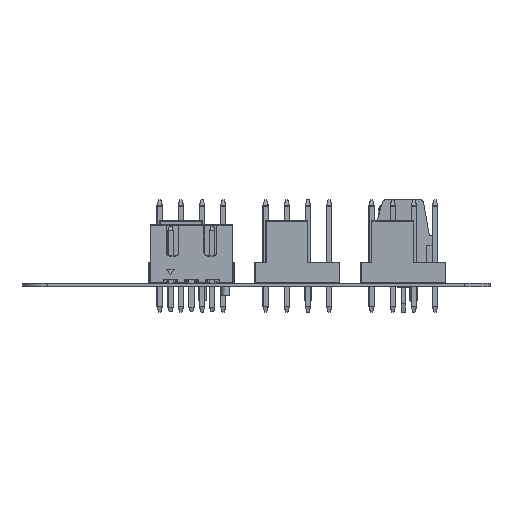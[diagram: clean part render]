
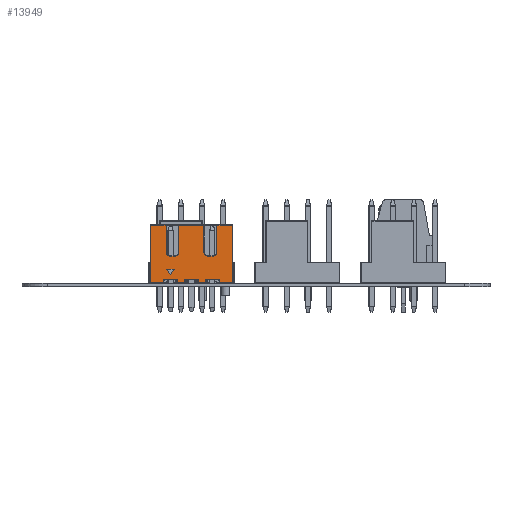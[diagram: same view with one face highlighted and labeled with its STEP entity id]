
A CAD part, front view. The second image highlights one B-rep face of the part: STEP entity #13949.
In plain terms, the highlighted face is planar.
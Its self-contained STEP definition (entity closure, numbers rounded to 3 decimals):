
#11094 = VERTEX_POINT('',#11095);
#11095 = CARTESIAN_POINT('',(-0.8,0.05,2.875));
#11102 = EDGE_CURVE('',#11094,#11103,#11105,.T.);
#11103 = VERTEX_POINT('',#11104);
#11104 = CARTESIAN_POINT('',(-1.7,0.05,2.875));
#11105 = LINE('',#11106,#11107);
#11106 = CARTESIAN_POINT('',(4.95,0.05,2.875));
#11107 = VECTOR('',#11108,1.);
#11108 = DIRECTION('',(-1.,0.,0.));
#11125 = EDGE_CURVE('',#11103,#11126,#11128,.T.);
#11126 = VERTEX_POINT('',#11127);
#11127 = CARTESIAN_POINT('',(-1.7,0.45,2.875));
#11128 = LINE('',#11129,#11130);
#11129 = CARTESIAN_POINT('',(-1.7,0.2,2.875));
#11130 = VECTOR('',#11131,1.);
#11131 = DIRECTION('',(0.,1.,0.));
#11157 = EDGE_CURVE('',#11126,#11158,#11160,.T.);
#11158 = VERTEX_POINT('',#11159);
#11159 = CARTESIAN_POINT('',(-3.3,0.45,2.875));
#11160 = LINE('',#11161,#11162);
#11161 = CARTESIAN_POINT('',(0.85,0.45,2.875));
#11162 = VECTOR('',#11163,1.);
#11163 = DIRECTION('',(-1.,0.,0.));
#11340 = VERTEX_POINT('',#11341);
#11341 = CARTESIAN_POINT('',(-4.9,0.05,2.875));
#11468 = VERTEX_POINT('',#11469);
#11469 = CARTESIAN_POINT('',(-4.9,6.95,2.875));
#11492 = EDGE_CURVE('',#11340,#11468,#11493,.T.);
#11493 = LINE('',#11494,#11495);
#11494 = CARTESIAN_POINT('',(-4.9,3.5,2.875));
#11495 = VECTOR('',#11496,1.);
#11496 = DIRECTION('',(0.,1.,0.));
#11556 = VERTEX_POINT('',#11557);
#11557 = CARTESIAN_POINT('',(1.7,0.05,2.875));
#11564 = EDGE_CURVE('',#11556,#11565,#11567,.T.);
#11565 = VERTEX_POINT('',#11566);
#11566 = CARTESIAN_POINT('',(0.8,0.05,2.875));
#11567 = LINE('',#11568,#11569);
#11568 = CARTESIAN_POINT('',(4.95,0.05,2.875));
#11569 = VECTOR('',#11570,1.);
#11570 = DIRECTION('',(-1.,0.,0.));
#12080 = VERTEX_POINT('',#12081);
#12081 = CARTESIAN_POINT('',(4.9,0.05,2.875));
#12148 = VERTEX_POINT('',#12149);
#12149 = CARTESIAN_POINT('',(4.9,6.95,2.875));
#12171 = EDGE_CURVE('',#12172,#12148,#12174,.T.);
#12172 = VERTEX_POINT('',#12173);
#12173 = CARTESIAN_POINT('',(3.05,6.95,2.875));
#12174 = LINE('',#12175,#12176);
#12175 = CARTESIAN_POINT('',(4.95,6.95,2.875));
#12176 = VECTOR('',#12177,1.);
#12177 = DIRECTION('',(1.,0.,0.));
#12211 = EDGE_CURVE('',#12148,#12080,#12212,.T.);
#12212 = LINE('',#12213,#12214);
#12213 = CARTESIAN_POINT('',(4.9,3.5,2.875));
#12214 = VECTOR('',#12215,1.);
#12215 = DIRECTION('',(0.,-1.,0.));
#12266 = EDGE_CURVE('',#12080,#12267,#12269,.T.);
#12267 = VERTEX_POINT('',#12268);
#12268 = CARTESIAN_POINT('',(3.3,0.05,2.875));
#12269 = LINE('',#12270,#12271);
#12270 = CARTESIAN_POINT('',(4.95,0.05,2.875));
#12271 = VECTOR('',#12272,1.);
#12272 = DIRECTION('',(-1.,0.,0.));
#12377 = EDGE_CURVE('',#12378,#12380,#12382,.T.);
#12378 = VERTEX_POINT('',#12379);
#12379 = CARTESIAN_POINT('',(1.5,6.95,2.875));
#12380 = VERTEX_POINT('',#12381);
#12381 = CARTESIAN_POINT('',(1.5,3.7,2.875));
#12382 = LINE('',#12383,#12384);
#12383 = CARTESIAN_POINT('',(1.5,3.5,2.875));
#12384 = VECTOR('',#12385,1.);
#12385 = DIRECTION('',(0.,-1.,0.));
#12420 = VERTEX_POINT('',#12421);
#12421 = CARTESIAN_POINT('',(1.95,3.25,2.875));
#12438 = EDGE_CURVE('',#12380,#12420,#12439,.T.);
#12439 = CIRCLE('',#12440,0.45);
#12440 = AXIS2_PLACEMENT_3D('',#12441,#12442,#12443);
#12441 = CARTESIAN_POINT('',(1.95,3.7,2.875));
#12442 = DIRECTION('',(0.,0.,1.));
#12443 = DIRECTION('',(-0.707,-0.707,0.));
#12454 = VERTEX_POINT('',#12455);
#12455 = CARTESIAN_POINT('',(2.6,3.25,2.875));
#12471 = EDGE_CURVE('',#12420,#12454,#12472,.T.);
#12472 = LINE('',#12473,#12474);
#12473 = CARTESIAN_POINT('',(3.975,3.25,2.875));
#12474 = VECTOR('',#12475,1.);
#12475 = DIRECTION('',(1.,0.,0.));
#12486 = VERTEX_POINT('',#12487);
#12487 = CARTESIAN_POINT('',(3.05,3.7,2.875));
#12504 = EDGE_CURVE('',#12454,#12486,#12505,.T.);
#12505 = CIRCLE('',#12506,0.45);
#12506 = AXIS2_PLACEMENT_3D('',#12507,#12508,#12509);
#12507 = CARTESIAN_POINT('',(2.6,3.7,2.875));
#12508 = DIRECTION('',(0.,0.,1.));
#12509 = DIRECTION('',(0.707,-0.707,0.));
#12526 = EDGE_CURVE('',#12486,#12172,#12527,.T.);
#12527 = LINE('',#12528,#12529);
#12528 = CARTESIAN_POINT('',(3.05,3.5,2.875));
#12529 = VECTOR('',#12530,1.);
#12530 = DIRECTION('',(0.,1.,0.));
#12550 = EDGE_CURVE('',#12267,#12551,#12553,.T.);
#12551 = VERTEX_POINT('',#12552);
#12552 = CARTESIAN_POINT('',(3.3,0.45,2.875));
#12553 = LINE('',#12554,#12555);
#12554 = CARTESIAN_POINT('',(3.3,0.2,2.875));
#12555 = VECTOR('',#12556,1.);
#12556 = DIRECTION('',(0.,1.,0.));
#12573 = EDGE_CURVE('',#12574,#12378,#12576,.T.);
#12574 = VERTEX_POINT('',#12575);
#12575 = CARTESIAN_POINT('',(-1.5,6.95,2.875));
#12576 = LINE('',#12577,#12578);
#12577 = CARTESIAN_POINT('',(4.95,6.95,2.875));
#12578 = VECTOR('',#12579,1.);
#12579 = DIRECTION('',(1.,0.,0.));
#12614 = EDGE_CURVE('',#12551,#12615,#12617,.T.);
#12615 = VERTEX_POINT('',#12616);
#12616 = CARTESIAN_POINT('',(1.7,0.45,2.875));
#12617 = LINE('',#12618,#12619);
#12618 = CARTESIAN_POINT('',(3.35,0.45,2.875));
#12619 = VECTOR('',#12620,1.);
#12620 = DIRECTION('',(-1.,0.,0.));
#12637 = EDGE_CURVE('',#12638,#12640,#12642,.T.);
#12638 = VERTEX_POINT('',#12639);
#12639 = CARTESIAN_POINT('',(-3.05,6.95,2.875));
#12640 = VERTEX_POINT('',#12641);
#12641 = CARTESIAN_POINT('',(-3.05,3.7,2.875));
#12642 = LINE('',#12643,#12644);
#12643 = CARTESIAN_POINT('',(-3.05,3.5,2.875));
#12644 = VECTOR('',#12645,1.);
#12645 = DIRECTION('',(0.,-1.,0.));
#12680 = VERTEX_POINT('',#12681);
#12681 = CARTESIAN_POINT('',(-2.6,3.25,2.875));
#12698 = EDGE_CURVE('',#12640,#12680,#12699,.T.);
#12699 = CIRCLE('',#12700,0.45);
#12700 = AXIS2_PLACEMENT_3D('',#12701,#12702,#12703);
#12701 = CARTESIAN_POINT('',(-2.6,3.7,2.875));
#12702 = DIRECTION('',(0.,0.,1.));
#12703 = DIRECTION('',(-0.707,-0.707,0.));
#12714 = VERTEX_POINT('',#12715);
#12715 = CARTESIAN_POINT('',(-1.95,3.25,2.875));
#12731 = EDGE_CURVE('',#12680,#12714,#12732,.T.);
#12732 = LINE('',#12733,#12734);
#12733 = CARTESIAN_POINT('',(0.975,3.25,2.875));
#12734 = VECTOR('',#12735,1.);
#12735 = DIRECTION('',(1.,0.,0.));
#12746 = VERTEX_POINT('',#12747);
#12747 = CARTESIAN_POINT('',(-1.5,3.7,2.875));
#12764 = EDGE_CURVE('',#12714,#12746,#12765,.T.);
#12765 = CIRCLE('',#12766,0.45);
#12766 = AXIS2_PLACEMENT_3D('',#12767,#12768,#12769);
#12767 = CARTESIAN_POINT('',(-1.95,3.7,2.875));
#12768 = DIRECTION('',(0.,0.,1.));
#12769 = DIRECTION('',(0.707,-0.707,0.));
#12786 = EDGE_CURVE('',#12746,#12574,#12787,.T.);
#12787 = LINE('',#12788,#12789);
#12788 = CARTESIAN_POINT('',(-1.5,3.5,2.875));
#12789 = VECTOR('',#12790,1.);
#12790 = DIRECTION('',(0.,1.,0.));
#12862 = EDGE_CURVE('',#12615,#11556,#12863,.T.);
#12863 = LINE('',#12864,#12865);
#12864 = CARTESIAN_POINT('',(1.7,-0.2,2.875));
#12865 = VECTOR('',#12866,1.);
#12866 = DIRECTION('',(0.,-1.,0.));
#12884 = EDGE_CURVE('',#11468,#12638,#12885,.T.);
#12885 = LINE('',#12886,#12887);
#12886 = CARTESIAN_POINT('',(4.95,6.95,2.875));
#12887 = VECTOR('',#12888,1.);
#12888 = DIRECTION('',(1.,0.,0.));
#13085 = EDGE_CURVE('',#13086,#11340,#13088,.T.);
#13086 = VERTEX_POINT('',#13087);
#13087 = CARTESIAN_POINT('',(-3.3,0.05,2.875));
#13088 = LINE('',#13089,#13090);
#13089 = CARTESIAN_POINT('',(4.95,0.05,2.875));
#13090 = VECTOR('',#13091,1.);
#13091 = DIRECTION('',(-1.,0.,0.));
#13126 = EDGE_CURVE('',#11565,#13127,#13129,.T.);
#13127 = VERTEX_POINT('',#13128);
#13128 = CARTESIAN_POINT('',(0.8,0.45,2.875));
#13129 = LINE('',#13130,#13131);
#13130 = CARTESIAN_POINT('',(0.8,0.2,2.875));
#13131 = VECTOR('',#13132,1.);
#13132 = DIRECTION('',(0.,1.,0.));
#13149 = EDGE_CURVE('',#11158,#13086,#13150,.T.);
#13150 = LINE('',#13151,#13152);
#13151 = CARTESIAN_POINT('',(-3.3,-0.2,2.875));
#13152 = VECTOR('',#13153,1.);
#13153 = DIRECTION('',(0.,-1.,0.));
#13180 = EDGE_CURVE('',#13127,#13181,#13183,.T.);
#13181 = VERTEX_POINT('',#13182);
#13182 = CARTESIAN_POINT('',(-0.8,0.45,2.875));
#13183 = LINE('',#13184,#13185);
#13184 = CARTESIAN_POINT('',(2.1,0.45,2.875));
#13185 = VECTOR('',#13186,1.);
#13186 = DIRECTION('',(-1.,0.,0.));
#13242 = EDGE_CURVE('',#13181,#11094,#13243,.T.);
#13243 = LINE('',#13244,#13245);
#13244 = CARTESIAN_POINT('',(-0.8,-0.2,2.875));
#13245 = VECTOR('',#13246,1.);
#13246 = DIRECTION('',(0.,-1.,0.));
#13949 = ADVANCED_FACE('',(#13950),#13980,.F.);
#13950 = FACE_BOUND('',#13951,.T.);
#13951 = EDGE_LOOP('',(#13952,#13953,#13954,#13955,#13956,#13957,#13958,
    #13959,#13960,#13961,#13962,#13963,#13964,#13965,#13966,#13967,
    #13968,#13969,#13970,#13971,#13972,#13973,#13974,#13975,#13976,
    #13977,#13978,#13979));
#13952 = ORIENTED_EDGE('',*,*,#12637,.F.);
#13953 = ORIENTED_EDGE('',*,*,#12884,.F.);
#13954 = ORIENTED_EDGE('',*,*,#11492,.F.);
#13955 = ORIENTED_EDGE('',*,*,#13085,.F.);
#13956 = ORIENTED_EDGE('',*,*,#13149,.F.);
#13957 = ORIENTED_EDGE('',*,*,#11157,.F.);
#13958 = ORIENTED_EDGE('',*,*,#11125,.F.);
#13959 = ORIENTED_EDGE('',*,*,#11102,.F.);
#13960 = ORIENTED_EDGE('',*,*,#13242,.F.);
#13961 = ORIENTED_EDGE('',*,*,#13180,.F.);
#13962 = ORIENTED_EDGE('',*,*,#13126,.F.);
#13963 = ORIENTED_EDGE('',*,*,#11564,.F.);
#13964 = ORIENTED_EDGE('',*,*,#12862,.F.);
#13965 = ORIENTED_EDGE('',*,*,#12614,.F.);
#13966 = ORIENTED_EDGE('',*,*,#12550,.F.);
#13967 = ORIENTED_EDGE('',*,*,#12266,.F.);
#13968 = ORIENTED_EDGE('',*,*,#12211,.F.);
#13969 = ORIENTED_EDGE('',*,*,#12171,.F.);
#13970 = ORIENTED_EDGE('',*,*,#12526,.F.);
#13971 = ORIENTED_EDGE('',*,*,#12504,.F.);
#13972 = ORIENTED_EDGE('',*,*,#12471,.F.);
#13973 = ORIENTED_EDGE('',*,*,#12438,.F.);
#13974 = ORIENTED_EDGE('',*,*,#12377,.F.);
#13975 = ORIENTED_EDGE('',*,*,#12573,.F.);
#13976 = ORIENTED_EDGE('',*,*,#12786,.F.);
#13977 = ORIENTED_EDGE('',*,*,#12764,.F.);
#13978 = ORIENTED_EDGE('',*,*,#12731,.F.);
#13979 = ORIENTED_EDGE('',*,*,#12698,.F.);
#13980 = PLANE('',#13981);
#13981 = AXIS2_PLACEMENT_3D('',#13982,#13983,#13984);
#13982 = CARTESIAN_POINT('',(4.95,0.,2.875));
#13983 = DIRECTION('',(0.,0.,-1.));
#13984 = DIRECTION('',(-1.,0.,0.));
